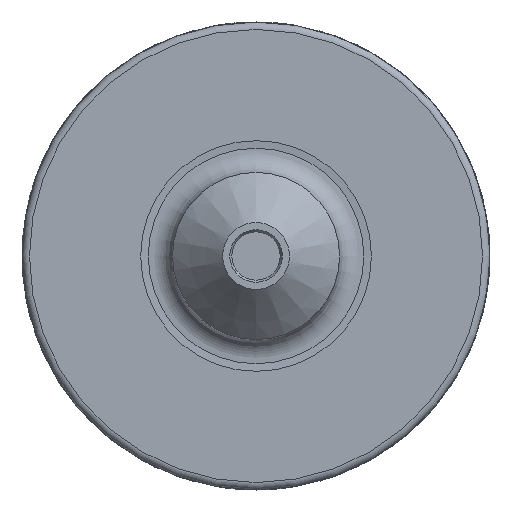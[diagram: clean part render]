
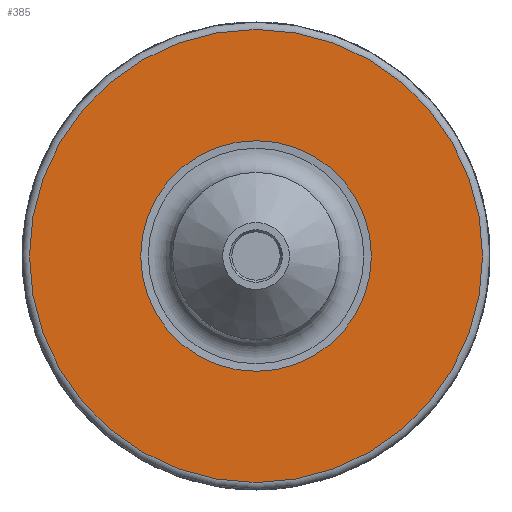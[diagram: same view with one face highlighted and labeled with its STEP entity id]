
A CAD part, left-side view. The second image highlights one B-rep face of the part: STEP entity #385.
In plain terms, the highlighted planar face has unit normal (-1, 0, 0).
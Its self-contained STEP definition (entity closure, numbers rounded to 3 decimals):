
#179=PLANE('',#1353);
#385=ADVANCED_FACE('',(#438,#439),#179,.F.);
#438=FACE_BOUND('',#533,.T.);
#439=FACE_BOUND('',#534,.T.);
#533=EDGE_LOOP('',(#871));
#534=EDGE_LOOP('',(#872));
#871=ORIENTED_EDGE('',*,*,#1167,.T.);
#872=ORIENTED_EDGE('',*,*,#1166,.F.);
#997=VERTEX_POINT('',#2529);
#998=VERTEX_POINT('',#2532);
#1166=EDGE_CURVE('',#997,#997,#1221,.T.);
#1167=EDGE_CURVE('',#998,#998,#1222,.T.);
#1221=CIRCLE('',#1350,30.495);
#1222=CIRCLE('',#1352,15.524);
#1350=AXIS2_PLACEMENT_3D('',#2528,#1665,#1666);
#1352=AXIS2_PLACEMENT_3D('',#2531,#1669,#1670);
#1353=AXIS2_PLACEMENT_3D('',#2533,#1671,#1672);
#1665=DIRECTION('',(1.,0.,0.));
#1666=DIRECTION('',(0.,0.,1.));
#1669=DIRECTION('',(1.,0.,0.));
#1670=DIRECTION('',(0.,0.,1.));
#1671=DIRECTION('',(1.,0.,0.));
#1672=DIRECTION('',(0.,0.,-1.));
#2528=CARTESIAN_POINT('',(75.,0.,0.));
#2529=CARTESIAN_POINT('',(75.,0.,30.495));
#2531=CARTESIAN_POINT('',(75.,0.,0.));
#2532=CARTESIAN_POINT('',(75.,0.,15.524));
#2533=CARTESIAN_POINT('',(75.,30.495,0.));
